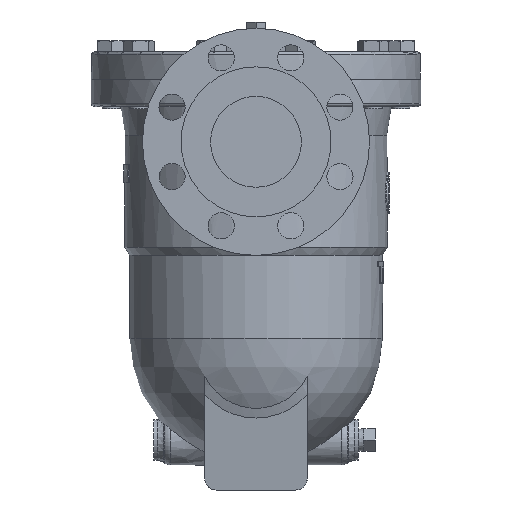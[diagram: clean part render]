
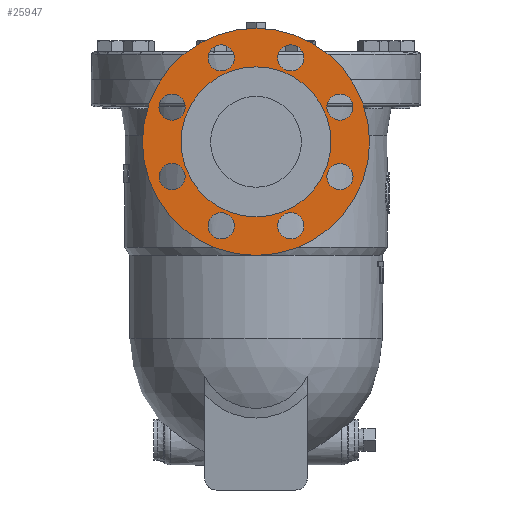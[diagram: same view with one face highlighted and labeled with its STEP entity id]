
A CAD part, left-side view. The second image highlights one B-rep face of the part: STEP entity #25947.
In plain terms, the highlighted planar face has unit normal (-1, 0, 0).
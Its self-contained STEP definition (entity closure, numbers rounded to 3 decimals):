
#24920=CARTESIAN_POINT('',(-195.,-82.042,-16.254));
#24921=VERTEX_POINT('',#24920);
#24922=CARTESIAN_POINT('',(-195.0,-73.91,-24.385));
#24923=DIRECTION('',(1.,0.,0.));
#24924=DIRECTION('',(0.,-0.707,0.707));
#24925=AXIS2_PLACEMENT_3D('',#24922,#24923,#24924);
#24926=CIRCLE('',#24925,11.5);
#24927=EDGE_CURVE('',#24921,#24921,#24926,.T.);
#24969=CARTESIAN_POINT('',(-195.,-85.41,-85.615));
#24970=VERTEX_POINT('',#24969);
#24971=CARTESIAN_POINT('',(-195.0,-73.91,-85.615));
#24972=DIRECTION('',(1.0,0.0,0.0));
#24973=DIRECTION('',(0.0,-1.0,0.0));
#24974=AXIS2_PLACEMENT_3D('',#24971,#24972,#24973);
#24975=CIRCLE('',#24974,11.5);
#24976=EDGE_CURVE('',#24970,#24970,#24975,.T.);
#25018=CARTESIAN_POINT('',(-195.,-38.746,-137.042));
#25019=VERTEX_POINT('',#25018);
#25020=CARTESIAN_POINT('',(-195.0,-30.615,-128.91));
#25021=DIRECTION('',(1.0,0.,0.));
#25022=DIRECTION('',(0.,-0.707,-0.707));
#25023=AXIS2_PLACEMENT_3D('',#25020,#25021,#25022);
#25024=CIRCLE('',#25023,11.5);
#25025=EDGE_CURVE('',#25019,#25019,#25024,.T.);
#25067=CARTESIAN_POINT('',(-195.,30.615,-140.41));
#25068=VERTEX_POINT('',#25067);
#25069=CARTESIAN_POINT('',(-195.0,30.615,-128.91));
#25070=DIRECTION('',(1.0,0.0,0.0));
#25071=DIRECTION('',(0.0,0.0,-1.0));
#25072=AXIS2_PLACEMENT_3D('',#25069,#25070,#25071);
#25073=CIRCLE('',#25072,11.5);
#25074=EDGE_CURVE('',#25068,#25068,#25073,.T.);
#25116=CARTESIAN_POINT('',(-195.,82.042,-93.746));
#25117=VERTEX_POINT('',#25116);
#25118=CARTESIAN_POINT('',(-195.0,73.91,-85.615));
#25119=DIRECTION('',(1.0,0.,0.));
#25120=DIRECTION('',(0.,0.707,-0.707));
#25121=AXIS2_PLACEMENT_3D('',#25118,#25119,#25120);
#25122=CIRCLE('',#25121,11.5);
#25123=EDGE_CURVE('',#25117,#25117,#25122,.T.);
#25165=CARTESIAN_POINT('',(-195.,85.41,-24.385));
#25166=VERTEX_POINT('',#25165);
#25167=CARTESIAN_POINT('',(-195.0,73.91,-24.385));
#25168=DIRECTION('',(1.0,0.0,0.0));
#25169=DIRECTION('',(0.0,1.0,0.0));
#25170=AXIS2_PLACEMENT_3D('',#25167,#25168,#25169);
#25171=CIRCLE('',#25170,11.5);
#25172=EDGE_CURVE('',#25166,#25166,#25171,.T.);
#25214=CARTESIAN_POINT('',(-195.,38.746,27.042));
#25215=VERTEX_POINT('',#25214);
#25216=CARTESIAN_POINT('',(-195.0,30.615,18.91));
#25217=DIRECTION('',(1.0,0.,0.));
#25218=DIRECTION('',(0.,0.707,0.707));
#25219=AXIS2_PLACEMENT_3D('',#25216,#25217,#25218);
#25220=CIRCLE('',#25219,11.5);
#25221=EDGE_CURVE('',#25215,#25215,#25220,.T.);
#25263=CARTESIAN_POINT('',(-195.,-30.615,30.41));
#25264=VERTEX_POINT('',#25263);
#25265=CARTESIAN_POINT('',(-195.0,-30.615,18.91));
#25266=DIRECTION('',(1.0,0.0,0.0));
#25267=DIRECTION('',(0.0,0.0,1.0));
#25268=AXIS2_PLACEMENT_3D('',#25265,#25266,#25267);
#25269=CIRCLE('',#25268,11.5);
#25270=EDGE_CURVE('',#25264,#25264,#25269,.T.);
#25896=CARTESIAN_POINT('',(-195.,0.0,28.));
#25897=DIRECTION('',(-1.0,0.0,0.0));
#25898=DIRECTION('',(0.0,0.0,1.0));
#25899=AXIS2_PLACEMENT_3D('',#25896,#25897,#25898);
#25900=PLANE('',#25899);
#25901=CARTESIAN_POINT('',(-195.,0.0,45.));
#25902=VERTEX_POINT('',#25901);
#25903=CARTESIAN_POINT('',(-195.0,0.0,-55.));
#25904=DIRECTION('',(-1.0,0.0,0.0));
#25905=DIRECTION('',(0.0,0.0,1.0));
#25906=AXIS2_PLACEMENT_3D('',#25903,#25904,#25905);
#25907=CIRCLE('',#25906,100.0);
#25908=EDGE_CURVE('',#25902,#25902,#25907,.T.);
#25909=ORIENTED_EDGE('',*,*,#25908,.T.);
#25910=EDGE_LOOP('',(#25909));
#25911=FACE_OUTER_BOUND('',#25910,.T.);
#25912=ORIENTED_EDGE('',*,*,#24927,.T.);
#25913=EDGE_LOOP('',(#25912));
#25914=FACE_BOUND('',#25913,.T.);
#25915=ORIENTED_EDGE('',*,*,#24976,.T.);
#25916=EDGE_LOOP('',(#25915));
#25917=FACE_BOUND('',#25916,.T.);
#25918=ORIENTED_EDGE('',*,*,#25025,.T.);
#25919=EDGE_LOOP('',(#25918));
#25920=FACE_BOUND('',#25919,.T.);
#25921=ORIENTED_EDGE('',*,*,#25074,.T.);
#25922=EDGE_LOOP('',(#25921));
#25923=FACE_BOUND('',#25922,.T.);
#25924=ORIENTED_EDGE('',*,*,#25123,.T.);
#25925=EDGE_LOOP('',(#25924));
#25926=FACE_BOUND('',#25925,.T.);
#25927=ORIENTED_EDGE('',*,*,#25172,.T.);
#25928=EDGE_LOOP('',(#25927));
#25929=FACE_BOUND('',#25928,.T.);
#25930=ORIENTED_EDGE('',*,*,#25221,.T.);
#25931=EDGE_LOOP('',(#25930));
#25932=FACE_BOUND('',#25931,.T.);
#25933=ORIENTED_EDGE('',*,*,#25270,.T.);
#25934=EDGE_LOOP('',(#25933));
#25935=FACE_BOUND('',#25934,.T.);
#25936=CARTESIAN_POINT('',(-195.,0.0,11.));
#25937=VERTEX_POINT('',#25936);
#25938=CARTESIAN_POINT('',(-195.0,0.0,-55.));
#25939=DIRECTION('',(-1.0,0.0,0.0));
#25940=DIRECTION('',(0.0,0.0,1.0));
#25941=AXIS2_PLACEMENT_3D('',#25938,#25939,#25940);
#25942=CIRCLE('',#25941,66.0);
#25943=EDGE_CURVE('',#25937,#25937,#25942,.T.);
#25944=ORIENTED_EDGE('',*,*,#25943,.F.);
#25945=EDGE_LOOP('',(#25944));
#25946=FACE_BOUND('',#25945,.T.);
#25947=ADVANCED_FACE('',(#25911,#25914,#25917,#25920,#25923,#25926,#25929,#25932,#25935,#25946),#25900,.T.);
